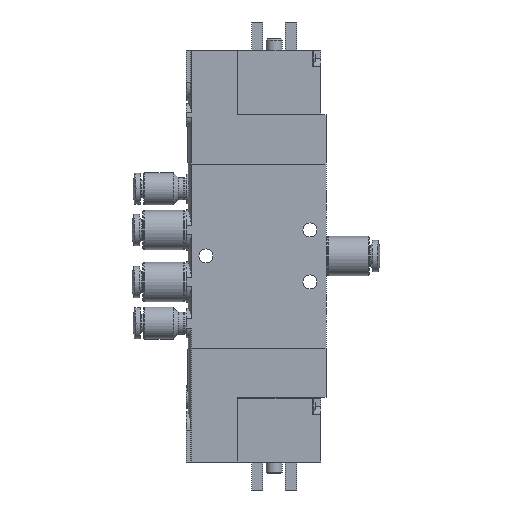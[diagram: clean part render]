
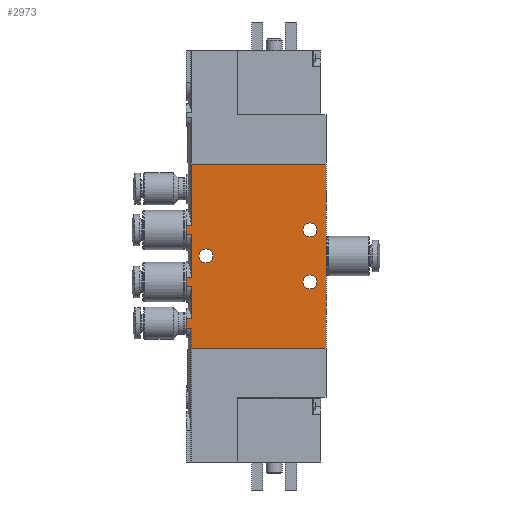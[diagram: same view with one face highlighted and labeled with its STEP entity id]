
A CAD part, left-side view. The second image highlights one B-rep face of the part: STEP entity #2973.
In plain terms, the highlighted face is planar.
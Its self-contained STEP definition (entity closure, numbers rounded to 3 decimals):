
#108=PLANE('',#3696);
#264=CIRCLE('',#3684,1.75);
#266=CIRCLE('',#3687,1.75);
#271=CIRCLE('',#3697,1.75);
#483=ORIENTED_EDGE('',*,*,#1228,.T.);
#484=ORIENTED_EDGE('',*,*,#1265,.T.);
#485=ORIENTED_EDGE('',*,*,#1257,.F.);
#486=ORIENTED_EDGE('',*,*,#1217,.T.);
#487=ORIENTED_EDGE('',*,*,#1230,.T.);
#488=ORIENTED_EDGE('',*,*,#1219,.T.);
#489=ORIENTED_EDGE('',*,*,#1260,.F.);
#490=ORIENTED_EDGE('',*,*,#1209,.T.);
#491=ORIENTED_EDGE('',*,*,#1233,.T.);
#492=ORIENTED_EDGE('',*,*,#1211,.T.);
#493=ORIENTED_EDGE('',*,*,#1252,.F.);
#494=ORIENTED_EDGE('',*,*,#1242,.T.);
#495=ORIENTED_EDGE('',*,*,#1246,.T.);
#496=ORIENTED_EDGE('',*,*,#1244,.T.);
#497=ORIENTED_EDGE('',*,*,#1255,.F.);
#498=ORIENTED_EDGE('',*,*,#1266,.F.);
#499=ORIENTED_EDGE('',*,*,#1250,.F.);
#500=ORIENTED_EDGE('',*,*,#1248,.F.);
#501=ORIENTED_EDGE('',*,*,#1267,.F.);
#1209=EDGE_CURVE('',#1615,#1614,#1906,.F.);
#1211=EDGE_CURVE('',#1616,#1617,#1907,.T.);
#1217=EDGE_CURVE('',#1623,#1622,#1910,.F.);
#1219=EDGE_CURVE('',#1624,#1625,#1911,.T.);
#1228=EDGE_CURVE('',#1634,#1633,#1915,.T.);
#1230=EDGE_CURVE('',#1622,#1624,#1917,.T.);
#1233=EDGE_CURVE('',#1614,#1616,#1919,.T.);
#1242=EDGE_CURVE('',#1642,#1643,#1924,.F.);
#1244=EDGE_CURVE('',#1645,#1644,#1925,.T.);
#1246=EDGE_CURVE('',#1643,#1645,#1926,.T.);
#1248=EDGE_CURVE('',#1647,#1647,#264,.F.);
#1250=EDGE_CURVE('',#1649,#1649,#266,.F.);
#1252=EDGE_CURVE('',#1642,#1617,#1927,.T.);
#1255=EDGE_CURVE('',#1652,#1644,#1929,.T.);
#1257=EDGE_CURVE('',#1623,#1653,#1931,.T.);
#1260=EDGE_CURVE('',#1615,#1625,#1933,.T.);
#1265=EDGE_CURVE('',#1633,#1653,#1937,.T.);
#1266=EDGE_CURVE('',#1634,#1652,#1938,.T.);
#1267=EDGE_CURVE('',#1656,#1656,#271,.F.);
#1614=VERTEX_POINT('',#4930);
#1615=VERTEX_POINT('',#4932);
#1616=VERTEX_POINT('',#4942);
#1617=VERTEX_POINT('',#4943);
#1622=VERTEX_POINT('',#4960);
#1623=VERTEX_POINT('',#4962);
#1624=VERTEX_POINT('',#4972);
#1625=VERTEX_POINT('',#4973);
#1633=VERTEX_POINT('',#4996);
#1634=VERTEX_POINT('',#4998);
#1642=VERTEX_POINT('',#5035);
#1643=VERTEX_POINT('',#5036);
#1644=VERTEX_POINT('',#5048);
#1645=VERTEX_POINT('',#5050);
#1647=VERTEX_POINT('',#5058);
#1649=VERTEX_POINT('',#5063);
#1652=VERTEX_POINT('',#5071);
#1653=VERTEX_POINT('',#5076);
#1656=VERTEX_POINT('',#5092);
#1906=LINE('',#4931,#2101);
#1907=LINE('',#4941,#2102);
#1910=LINE('',#4961,#2105);
#1911=LINE('',#4971,#2106);
#1915=LINE('',#4997,#2110);
#1917=LINE('',#5001,#2112);
#1919=LINE('',#5006,#2114);
#1924=LINE('',#5034,#2119);
#1925=LINE('',#5049,#2120);
#1926=LINE('',#5053,#2121);
#1927=LINE('',#5067,#2122);
#1929=LINE('',#5072,#2124);
#1931=LINE('',#5075,#2126);
#1933=LINE('',#5081,#2128);
#1937=LINE('',#5089,#2132);
#1938=LINE('',#5090,#2133);
#2101=VECTOR('',#4022,1000.);
#2102=VECTOR('',#4025,1000.);
#2105=VECTOR('',#4034,1000.);
#2106=VECTOR('',#4037,1000.);
#2110=VECTOR('',#4051,1000.);
#2112=VECTOR('',#4055,1000.);
#2114=VECTOR('',#4061,1000.);
#2119=VECTOR('',#4078,1000.);
#2120=VECTOR('',#4079,1000.);
#2121=VECTOR('',#4084,1000.);
#2122=VECTOR('',#4101,1000.);
#2124=VECTOR('',#4105,1000.);
#2126=VECTOR('',#4109,1000.);
#2128=VECTOR('',#4115,1000.);
#2132=VECTOR('',#4125,1000.);
#2133=VECTOR('',#4126,1000.);
#2324=EDGE_LOOP('',(#483,#484,#485,#486,#487,#488,#489,#490,#491,#492,#493,
#494,#495,#496,#497,#498));
#2325=EDGE_LOOP('',(#499));
#2326=EDGE_LOOP('',(#500));
#2327=EDGE_LOOP('',(#501));
#2618=FACE_BOUND('',#2324,.T.);
#2619=FACE_BOUND('',#2325,.T.);
#2620=FACE_BOUND('',#2326,.T.);
#2621=FACE_BOUND('',#2327,.T.);
#2973=ADVANCED_FACE('',(#2618,#2619,#2620,#2621),#108,.F.);
#3684=AXIS2_PLACEMENT_3D('',#5057,#4089,#4090);
#3687=AXIS2_PLACEMENT_3D('',#5062,#4095,#4096);
#3696=AXIS2_PLACEMENT_3D('',#5088,#4123,#4124);
#3697=AXIS2_PLACEMENT_3D('',#5091,#4127,#4128);
#4022=DIRECTION('',(0.,-1.,0.));
#4025=DIRECTION('',(0.,-1.,0.));
#4034=DIRECTION('',(0.,-1.,0.));
#4037=DIRECTION('',(0.,-1.,0.));
#4051=DIRECTION('',(-1.,0.,0.));
#4055=DIRECTION('',(1.,0.,0.));
#4061=DIRECTION('',(1.,0.,0.));
#4078=DIRECTION('',(0.,-1.,0.));
#4079=DIRECTION('',(0.,-1.,0.));
#4084=DIRECTION('',(1.,0.,0.));
#4089=DIRECTION('',(0.,0.,1.));
#4090=DIRECTION('',(1.,0.,0.));
#4095=DIRECTION('',(0.,0.,1.));
#4096=DIRECTION('',(1.,0.,0.));
#4101=DIRECTION('',(-1.,0.,0.));
#4105=DIRECTION('',(-1.,0.,0.));
#4109=DIRECTION('',(-1.,0.,0.));
#4115=DIRECTION('',(-1.,0.,0.));
#4123=DIRECTION('',(0.,0.,1.));
#4124=DIRECTION('',(1.,0.,0.));
#4125=DIRECTION('',(0.,1.,0.));
#4126=DIRECTION('',(0.,1.,0.));
#4127=DIRECTION('',(0.,0.,1.));
#4128=DIRECTION('',(1.,0.,0.));
#4930=CARTESIAN_POINT('',(28.495,35.,-5.));
#4931=CARTESIAN_POINT('',(28.495,0.,-5.));
#4932=CARTESIAN_POINT('',(28.495,33.642,-5.));
#4941=CARTESIAN_POINT('',(30.505,0.,-5.));
#4942=CARTESIAN_POINT('',(30.505,35.,-5.));
#4943=CARTESIAN_POINT('',(30.505,33.642,-5.));
#4960=CARTESIAN_POINT('',(15.495,35.,-5.));
#4961=CARTESIAN_POINT('',(15.495,0.,-5.));
#4962=CARTESIAN_POINT('',(15.495,33.642,-5.));
#4971=CARTESIAN_POINT('',(17.505,0.,-5.));
#4972=CARTESIAN_POINT('',(17.505,35.,-5.));
#4973=CARTESIAN_POINT('',(17.505,33.642,-5.));
#4996=CARTESIAN_POINT('',(0.,0.,-5.));
#4997=CARTESIAN_POINT('',(46.,0.,-5.));
#4998=CARTESIAN_POINT('',(46.,0.,-5.));
#5001=CARTESIAN_POINT('',(16.5,35.,-5.));
#5006=CARTESIAN_POINT('',(29.5,35.,-5.));
#5034=CARTESIAN_POINT('',(38.6,0.,-5.));
#5035=CARTESIAN_POINT('',(38.6,33.642,-5.));
#5036=CARTESIAN_POINT('',(38.6,35.,-5.));
#5048=CARTESIAN_POINT('',(41.,33.642,-5.));
#5049=CARTESIAN_POINT('',(41.,0.,-5.));
#5050=CARTESIAN_POINT('',(41.,35.,-5.));
#5053=CARTESIAN_POINT('',(39.8,35.,-5.));
#5057=CARTESIAN_POINT('',(16.5,4.,-5.));
#5058=CARTESIAN_POINT('',(18.25,4.,-5.));
#5062=CARTESIAN_POINT('',(29.5,4.,-5.));
#5063=CARTESIAN_POINT('',(31.25,4.,-5.));
#5067=CARTESIAN_POINT('',(46.,33.642,-5.));
#5071=CARTESIAN_POINT('',(46.,33.642,-5.));
#5072=CARTESIAN_POINT('',(46.,33.642,-5.));
#5075=CARTESIAN_POINT('',(46.,33.642,-5.));
#5076=CARTESIAN_POINT('',(0.,33.642,-5.));
#5081=CARTESIAN_POINT('',(46.,33.642,-5.));
#5088=CARTESIAN_POINT('',(46.,0.,-5.));
#5089=CARTESIAN_POINT('',(0.,0.,-5.));
#5090=CARTESIAN_POINT('',(46.,0.,-5.));
#5091=CARTESIAN_POINT('',(23.,30.,-5.));
#5092=CARTESIAN_POINT('',(24.75,30.,-5.));
